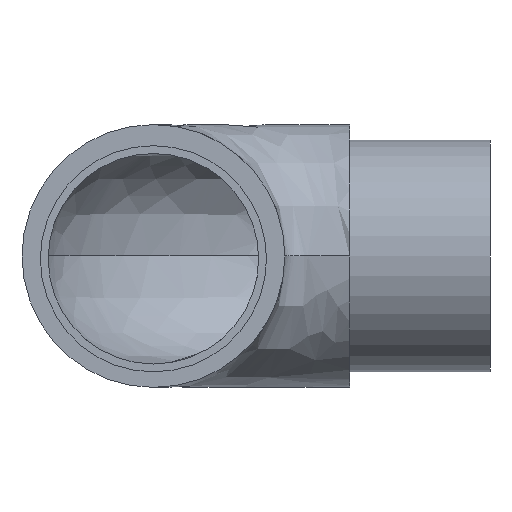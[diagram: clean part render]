
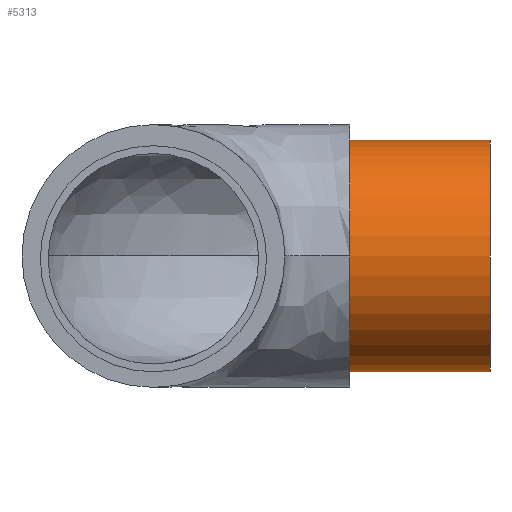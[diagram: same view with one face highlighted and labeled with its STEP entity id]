
A CAD part, left-side view. The second image highlights one B-rep face of the part: STEP entity #5313.
In plain terms, the highlighted cylindrical face has radius 14.85 mm (diameter 29.7 mm), a partial arc.
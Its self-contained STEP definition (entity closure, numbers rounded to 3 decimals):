
#61 = DIRECTION ( 'NONE',  ( 0., 0., -1. ) ) ;
#683 = EDGE_LOOP ( 'NONE', ( #3527, #4524, #3860, #2766 ) ) ;
#800 = FACE_OUTER_BOUND ( 'NONE', #683, .T. ) ;
#1295 = VERTEX_POINT ( 'NONE', #8176 ) ;
#1460 = CYLINDRICAL_SURFACE ( 'NONE', #3429, 14.85 ) ;
#1956 = VERTEX_POINT ( 'NONE', #8960 ) ;
#2148 = VERTEX_POINT ( 'NONE', #9010 ) ;
#2170 = DIRECTION ( 'NONE',  ( 0., 1., 0. ) ) ;
#2699 = AXIS2_PLACEMENT_3D ( 'NONE', #8777, #6427, #61 ) ;
#2766 = ORIENTED_EDGE ( 'NONE', *, *, #5085, .T. ) ;
#2938 = EDGE_CURVE ( 'NONE', #3769, #1295, #9244, .T. ) ;
#3408 = CARTESIAN_POINT ( 'NONE',  ( 0., 0., 0. ) ) ;
#3429 = AXIS2_PLACEMENT_3D ( 'NONE', #3693, #2170, #5061 ) ;
#3527 = ORIENTED_EDGE ( 'NONE', *, *, #9351, .F. ) ;
#3693 = CARTESIAN_POINT ( 'NONE',  ( 0., -18., 0. ) ) ;
#3769 = VERTEX_POINT ( 'NONE', #5601 ) ;
#3860 = ORIENTED_EDGE ( 'NONE', *, *, #2938, .T. ) ;
#4214 = DIRECTION ( 'NONE',  ( 0., -1., 0. ) ) ;
#4524 = ORIENTED_EDGE ( 'NONE', *, *, #7595, .F. ) ;
#5061 = DIRECTION ( 'NONE',  ( 0., 0., 1. ) ) ;
#5085 = EDGE_CURVE ( 'NONE', #1295, #2148, #7622, .T. ) ;
#5313 = ADVANCED_FACE ( 'NONE', ( #800 ), #1460, .T. ) ;
#5601 = CARTESIAN_POINT ( 'NONE',  ( 0., -18., 14.85 ) ) ;
#5925 = CARTESIAN_POINT ( 'NONE',  ( 0., -18., -14.85 ) ) ;
#6270 = CARTESIAN_POINT ( 'NONE',  ( 0., -18., 14.85 ) ) ;
#6427 = DIRECTION ( 'NONE',  ( 0., -1., 0. ) ) ;
#6454 = DIRECTION ( 'NONE',  ( 0., 0., 1. ) ) ;
#6783 = VECTOR ( 'NONE', #8561, 1000. ) ;
#7271 = DIRECTION ( 'NONE',  ( 0., 1., 0. ) ) ;
#7578 = CIRCLE ( 'NONE', #2699, 14.85 ) ;
#7595 = EDGE_CURVE ( 'NONE', #3769, #1956, #7578, .T. ) ;
#7622 = CIRCLE ( 'NONE', #8848, 14.85 ) ;
#8176 = CARTESIAN_POINT ( 'NONE',  ( 0., 0., 14.85 ) ) ;
#8561 = DIRECTION ( 'NONE',  ( 0., 1., 0. ) ) ;
#8752 = LINE ( 'NONE', #5925, #8949 ) ;
#8777 = CARTESIAN_POINT ( 'NONE',  ( 0., -18., 0. ) ) ;
#8848 = AXIS2_PLACEMENT_3D ( 'NONE', #3408, #4214, #6454 ) ;
#8949 = VECTOR ( 'NONE', #7271, 1000. ) ;
#8960 = CARTESIAN_POINT ( 'NONE',  ( 0., -18., -14.85 ) ) ;
#9010 = CARTESIAN_POINT ( 'NONE',  ( 0., 0., -14.85 ) ) ;
#9244 = LINE ( 'NONE', #6270, #6783 ) ;
#9351 = EDGE_CURVE ( 'NONE', #1956, #2148, #8752, .T. ) ;
